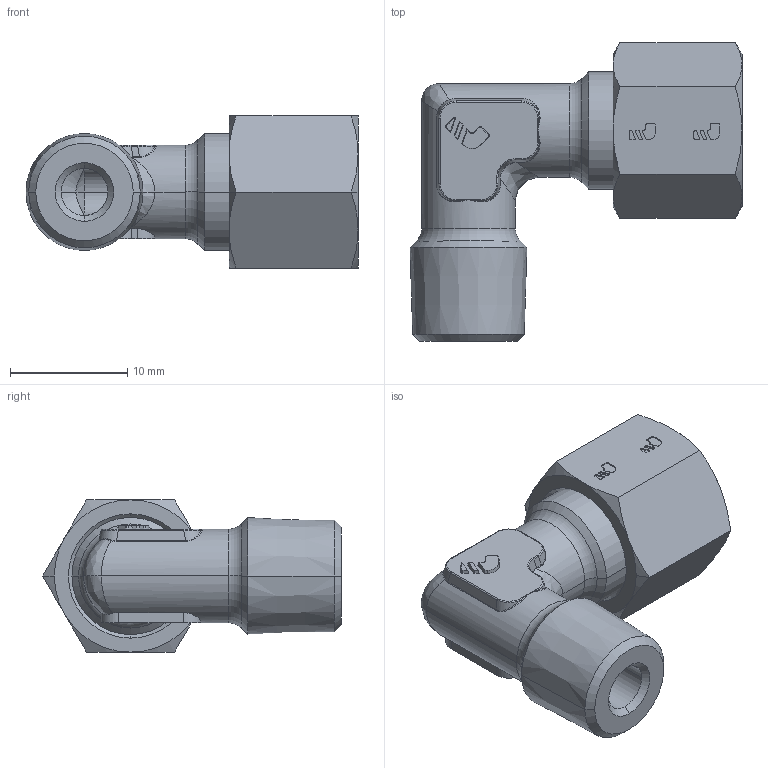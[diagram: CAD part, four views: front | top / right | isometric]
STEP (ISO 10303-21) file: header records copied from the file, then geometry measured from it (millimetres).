
FILE_DESCRIPTION(('STEP AP214'),'1');
FILE_NAME('1809_06_10.stp','2016-07-07T14:24:40',('TraceParts'),('TraceParts S.A.'),'Spatial InterOp 3D',' ',' ');
FILE_SCHEMA(('automotive_design'));
Length unit declared in the file: millimetre
Products named in the file (3): Solide1; Solide2; Solide3
Bounding box: 28.33 x 25.51 x 13 mm (x, y, z)
Volume: 2798.3 mm3; surface area: 2883.6 mm2
Topology: 3 solids, 3 shells, 371 faces, 971 edges, 618 vertices
Faces by surface type: plane 199, cylinder 78, cone 56, bspline 28, torus 10
Entity records: 16642 total; most frequent: CARTESIAN_POINT 4563, ORIENTED_EDGE 1942, DIRECTION 1834, EDGE_CURVE 971, LINE 632, VECTOR 632, VERTEX_POINT 618, AXIS2_PLACEMENT_3D 601
